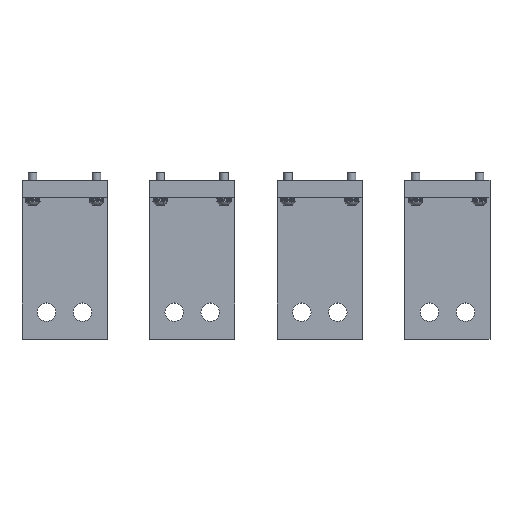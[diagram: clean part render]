
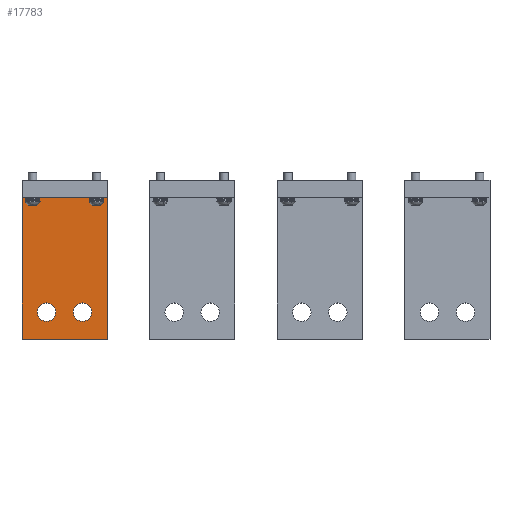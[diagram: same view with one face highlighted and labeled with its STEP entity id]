
A CAD part, top view. The second image highlights one B-rep face of the part: STEP entity #17783.
In plain terms, the highlighted planar face has unit normal (0, 0, 1).
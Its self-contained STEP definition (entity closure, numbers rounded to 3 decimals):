
#17637=AXIS2_PLACEMENT_3D('Circle Axis2P3D',#17635,#17636,$) ;
#17672=AXIS2_PLACEMENT_3D('Circle Axis2P3D',#17670,#17671,$) ;
#17694=AXIS2_PLACEMENT_3D('Circle Axis2P3D',#17692,#17693,$) ;
#17729=AXIS2_PLACEMENT_3D('Circle Axis2P3D',#17727,#17728,$) ;
#17767=AXIS2_PLACEMENT_3D('Plane Axis2P3D',#17764,#17765,#17766) ;
#17517=CARTESIAN_POINT('Vertex',(-120.,-367.,138.775)) ;
#17531=CARTESIAN_POINT('Vertex',(-120.,-472.,138.775)) ;
#17534=CARTESIAN_POINT('Line Origine',(-120.,-419.5,138.775)) ;
#17562=CARTESIAN_POINT('Vertex',(-60.,-472.,138.775)) ;
#17565=CARTESIAN_POINT('Line Origine',(-90.,-472.,138.775)) ;
#17593=CARTESIAN_POINT('Vertex',(-60.,-367.,138.775)) ;
#17596=CARTESIAN_POINT('Line Origine',(-60.,-419.5,138.775)) ;
#17618=CARTESIAN_POINT('Line Origine',(-90.,-367.,138.775)) ;
#17635=CARTESIAN_POINT('Axis2P3D Location',(-77.3,-452.95,138.775)) ;
#17639=CARTESIAN_POINT('Vertex',(-77.3,-446.45,138.775)) ;
#17641=CARTESIAN_POINT('Vertex',(-77.3,-459.45,138.775)) ;
#17670=CARTESIAN_POINT('Axis2P3D Location',(-77.3,-452.95,138.775)) ;
#17692=CARTESIAN_POINT('Axis2P3D Location',(-102.7,-452.95,138.775)) ;
#17696=CARTESIAN_POINT('Vertex',(-102.7,-446.45,138.775)) ;
#17698=CARTESIAN_POINT('Vertex',(-102.7,-459.45,138.775)) ;
#17727=CARTESIAN_POINT('Axis2P3D Location',(-102.7,-452.95,138.775)) ;
#17764=CARTESIAN_POINT('Axis2P3D Location',(-120.,-367.,138.775)) ;
#17535=DIRECTION('Vector Direction',(0.,-1.,0.)) ;
#17566=DIRECTION('Vector Direction',(1.,0.,0.)) ;
#17597=DIRECTION('Vector Direction',(0.,1.,0.)) ;
#17619=DIRECTION('Vector Direction',(-1.,0.,0.)) ;
#17636=DIRECTION('Axis2P3D Direction',(0.,0.,1.)) ;
#17671=DIRECTION('Axis2P3D Direction',(0.,0.,1.)) ;
#17693=DIRECTION('Axis2P3D Direction',(0.,0.,1.)) ;
#17728=DIRECTION('Axis2P3D Direction',(0.,0.,1.)) ;
#17765=DIRECTION('Axis2P3D Direction',(0.,0.,1.)) ;
#17766=DIRECTION('Axis2P3D XDirection',(0.,-1.,0.)) ;
#17536=VECTOR('Line Direction',#17535,1.) ;
#17567=VECTOR('Line Direction',#17566,1.) ;
#17598=VECTOR('Line Direction',#17597,1.) ;
#17620=VECTOR('Line Direction',#17619,1.) ;
#17770=ORIENTED_EDGE('',*,*,#17538,.T.) ;
#17771=ORIENTED_EDGE('',*,*,#17569,.T.) ;
#17772=ORIENTED_EDGE('',*,*,#17600,.T.) ;
#17773=ORIENTED_EDGE('',*,*,#17622,.T.) ;
#17776=ORIENTED_EDGE('',*,*,#17643,.F.) ;
#17777=ORIENTED_EDGE('',*,*,#17674,.F.) ;
#17780=ORIENTED_EDGE('',*,*,#17700,.F.) ;
#17781=ORIENTED_EDGE('',*,*,#17731,.F.) ;
#17778=FACE_BOUND('',#17775,.T.) ;
#17782=FACE_BOUND('',#17779,.T.) ;
#17783=ADVANCED_FACE('RB0346001_1PA_001_00_N1_2500_FP_TERMINAL.2\\RB7380001_1PA_001_00_PLATE.3\\PartBody',(#17774,#17778,#17782),#17768,.T.) ;
#17638=CIRCLE('generated circle',#17637,6.5) ;
#17673=CIRCLE('generated circle',#17672,6.5) ;
#17695=CIRCLE('generated circle',#17694,6.5) ;
#17730=CIRCLE('generated circle',#17729,6.5) ;
#17538=EDGE_CURVE('',#17518,#17532,#17537,.T.) ;
#17569=EDGE_CURVE('',#17532,#17563,#17568,.T.) ;
#17600=EDGE_CURVE('',#17563,#17594,#17599,.T.) ;
#17622=EDGE_CURVE('',#17594,#17518,#17621,.T.) ;
#17643=EDGE_CURVE('',#17640,#17642,#17638,.T.) ;
#17674=EDGE_CURVE('',#17642,#17640,#17673,.T.) ;
#17700=EDGE_CURVE('',#17697,#17699,#17695,.T.) ;
#17731=EDGE_CURVE('',#17699,#17697,#17730,.T.) ;
#17769=EDGE_LOOP('',(#17770,#17771,#17772,#17773)) ;
#17775=EDGE_LOOP('',(#17776,#17777)) ;
#17779=EDGE_LOOP('',(#17780,#17781)) ;
#17774=FACE_OUTER_BOUND('',#17769,.T.) ;
#17537=LINE('Line',#17534,#17536) ;
#17568=LINE('Line',#17565,#17567) ;
#17599=LINE('Line',#17596,#17598) ;
#17621=LINE('Line',#17618,#17620) ;
#17768=PLANE('',#17767) ;
#17518=VERTEX_POINT('',#17517) ;
#17532=VERTEX_POINT('',#17531) ;
#17563=VERTEX_POINT('',#17562) ;
#17594=VERTEX_POINT('',#17593) ;
#17640=VERTEX_POINT('',#17639) ;
#17642=VERTEX_POINT('',#17641) ;
#17697=VERTEX_POINT('',#17696) ;
#17699=VERTEX_POINT('',#17698) ;
